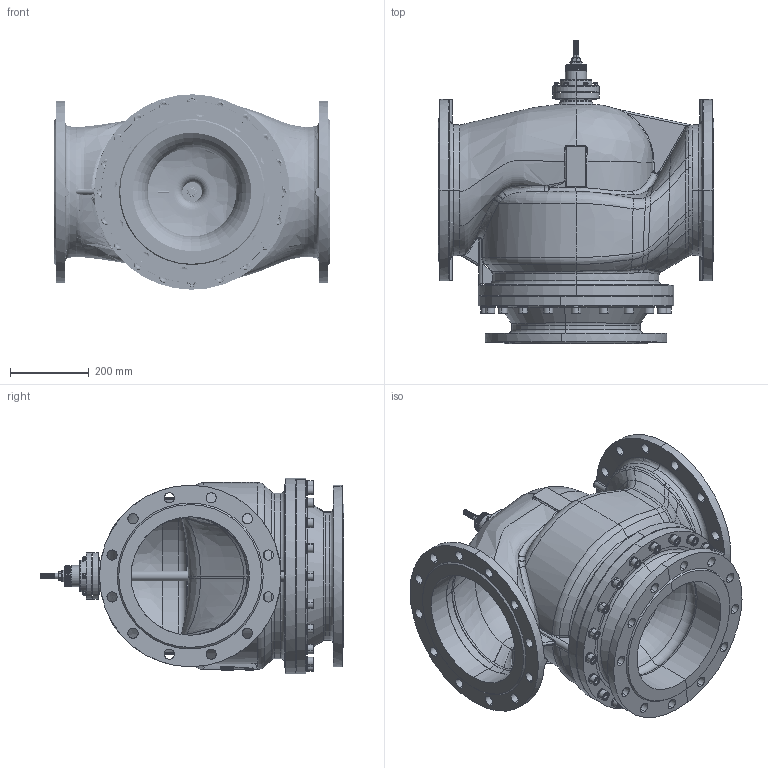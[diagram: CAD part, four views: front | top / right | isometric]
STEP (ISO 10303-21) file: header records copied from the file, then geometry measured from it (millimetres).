
FILE_DESCRIPTION((''),'2;1');
FILE_NAME('3D_STEP_CAD_MODEL_OF__SW0002','2023-03-30T16:42:28',('User'),(''),'CREO PARAMETRIC BY PTC INC, 2019010','CREO PARAMETRIC BY PTC INC, 2019010','');
FILE_SCHEMA(('CONFIG_CONTROL_DESIGN'));
Products named in the file (1): 3D_STEP_CAD_MODEL_OF__SW0002
Bounding box: 698 x 769 x 495 mm (x, y, z)
Surface area: 3457916 mm2 (no closed solid volume)
Topology: 0 solids, 86 shells, 1478 faces, 6219 edges, 4739 vertices
Faces by surface type: bspline 502, cylinder 401, plane 325, cone 195, torus 44, sphere 10, revolution 1
Entity records: 229943 total; most frequent: CARTESIAN_POINT 187098, ORIENTED_EDGE 9262, EDGE_CURVE 6203, DIRECTION 6145, VERTEX_POINT 4888, B_SPLINE_CURVE_WITH_KNOTS 3451, AXIS2_PLACEMENT_3D 2416, EDGE_LOOP 1696
